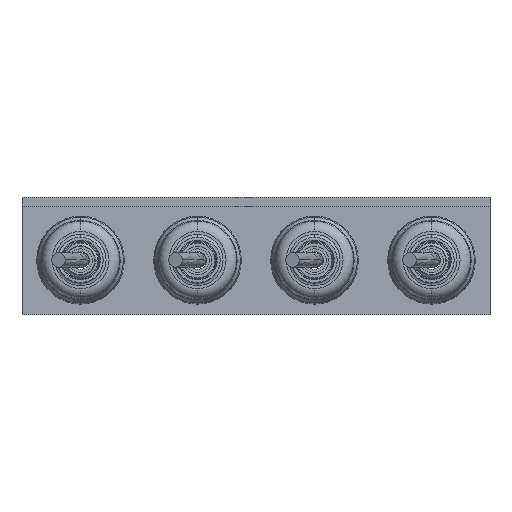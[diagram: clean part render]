
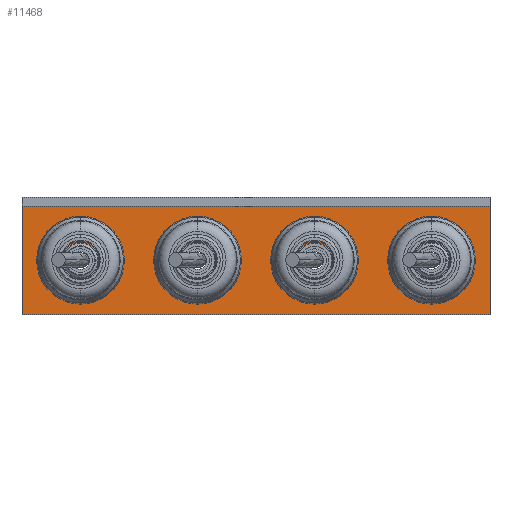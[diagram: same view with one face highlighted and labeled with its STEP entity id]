
A CAD part, top view. The second image highlights one B-rep face of the part: STEP entity #11468.
In plain terms, the highlighted planar face has unit normal (0, 0, 1).
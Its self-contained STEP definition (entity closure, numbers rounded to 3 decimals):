
#69 = CARTESIAN_POINT ( 'NONE',  ( 0., 0., 3. ) ) ;
#1408 = VERTEX_POINT ( 'NONE', #27793 ) ;
#1553 = CIRCLE ( 'NONE', #41369, 6.25 ) ;
#1672 = EDGE_CURVE ( 'NONE', #29462, #8712, #44179, .T. ) ;
#2075 = PLANE ( 'NONE',  #28449 ) ;
#2405 = ORIENTED_EDGE ( 'NONE', *, *, #23086, .F. ) ;
#2442 = ORIENTED_EDGE ( 'NONE', *, *, #19899, .F. ) ;
#2601 = CIRCLE ( 'NONE', #34128, 6.25 ) ;
#3169 = DIRECTION ( 'NONE',  ( 1., 0., 0. ) ) ;
#3200 = DIRECTION ( 'NONE',  ( 1., 0., 0. ) ) ;
#3626 = DIRECTION ( 'NONE',  ( 1., 0., 0. ) ) ;
#3959 = AXIS2_PLACEMENT_3D ( 'NONE', #44625, #20804, #48589 ) ;
#4059 = DIRECTION ( 'NONE',  ( 0., -1., 0. ) ) ;
#4283 = AXIS2_PLACEMENT_3D ( 'NONE', #35568, #11727, #39547 ) ;
#5677 = DIRECTION ( 'NONE',  ( 0., 0., 1. ) ) ;
#5977 = VERTEX_POINT ( 'NONE', #8256 ) ;
#6002 = CARTESIAN_POINT ( 'NONE',  ( -100., -21.5, 3. ) ) ;
#6140 = ORIENTED_EDGE ( 'NONE', *, *, #24901, .F. ) ;
#7367 = FACE_BOUND ( 'NONE', #16143, .T. ) ;
#8256 = CARTESIAN_POINT ( 'NONE',  ( -146.25, -21.5, 3. ) ) ;
#8712 = VERTEX_POINT ( 'NONE', #50641 ) ;
#9734 = ORIENTED_EDGE ( 'NONE', *, *, #46276, .F. ) ;
#9742 = EDGE_LOOP ( 'NONE', ( #38081, #25220 ) ) ;
#9943 = CIRCLE ( 'NONE', #4283, 6.25 ) ;
#10280 = VECTOR ( 'NONE', #15802, 1000. ) ;
#10638 = VERTEX_POINT ( 'NONE', #18477 ) ;
#11468 = ADVANCED_FACE ( 'NONE', ( #28551, #29783, #17934, #49647, #7367 ), #2075, .T. ) ;
#11727 = DIRECTION ( 'NONE',  ( 0., 0., 1. ) ) ;
#11795 = CARTESIAN_POINT ( 'NONE',  ( -160., -3., 3. ) ) ;
#12567 = CIRCLE ( 'NONE', #22601, 6.25 ) ;
#13607 = VERTEX_POINT ( 'NONE', #28691 ) ;
#14005 = DIRECTION ( 'NONE',  ( 0., 0., 1. ) ) ;
#14115 = DIRECTION ( 'NONE',  ( 1., 0., 0. ) ) ;
#14145 = CARTESIAN_POINT ( 'NONE',  ( 0., -40., 3. ) ) ;
#14800 = CARTESIAN_POINT ( 'NONE',  ( -160., -40., 3. ) ) ;
#15802 = DIRECTION ( 'NONE',  ( 1., 0., 0. ) ) ;
#16009 = CARTESIAN_POINT ( 'NONE',  ( -140., -21.5, 3. ) ) ;
#16044 = CARTESIAN_POINT ( 'NONE',  ( -93.75, -21.5, 3. ) ) ;
#16143 = EDGE_LOOP ( 'NONE', ( #50446, #2405 ) ) ;
#16635 = CARTESIAN_POINT ( 'NONE',  ( -13.75, -21.5, 3. ) ) ;
#16688 = LINE ( 'NONE', #45839, #26076 ) ;
#16763 = CIRCLE ( 'NONE', #22877, 6.25 ) ;
#17934 = FACE_OUTER_BOUND ( 'NONE', #24377, .T. ) ;
#18332 = VECTOR ( 'NONE', #14115, 1000. ) ;
#18477 = CARTESIAN_POINT ( 'NONE',  ( -160., -3., 3. ) ) ;
#19283 = EDGE_CURVE ( 'NONE', #47676, #49001, #49911, .T. ) ;
#19899 = EDGE_CURVE ( 'NONE', #13607, #1408, #12567, .T. ) ;
#20009 = DIRECTION ( 'NONE',  ( 1., 0., 0. ) ) ;
#20804 = DIRECTION ( 'NONE',  ( 0., 0., 1. ) ) ;
#20957 = EDGE_CURVE ( 'NONE', #1408, #13607, #9943, .T. ) ;
#21218 = EDGE_LOOP ( 'NONE', ( #25111, #9734 ) ) ;
#21842 = DIRECTION ( 'NONE',  ( 1., 0., 0. ) ) ;
#22092 = DIRECTION ( 'NONE',  ( 0., 0., 1. ) ) ;
#22601 = AXIS2_PLACEMENT_3D ( 'NONE', #29540, #5677, #33544 ) ;
#22729 = CARTESIAN_POINT ( 'NONE',  ( -26.25, -21.5, 3. ) ) ;
#22877 = AXIS2_PLACEMENT_3D ( 'NONE', #51237, #27488, #3626 ) ;
#23086 = EDGE_CURVE ( 'NONE', #5977, #33320, #2601, .T. ) ;
#24377 = EDGE_LOOP ( 'NONE', ( #45348, #6140, #49816, #37382 ) ) ;
#24901 = EDGE_CURVE ( 'NONE', #10638, #27627, #31461, .T. ) ;
#25111 = ORIENTED_EDGE ( 'NONE', *, *, #19283, .F. ) ;
#25220 = ORIENTED_EDGE ( 'NONE', *, *, #43489, .F. ) ;
#26076 = VECTOR ( 'NONE', #34058, 1000. ) ;
#26158 = CARTESIAN_POINT ( 'NONE',  ( 0., -3., 3. ) ) ;
#27030 = DIRECTION ( 'NONE',  ( 0., 0., 1. ) ) ;
#27062 = DIRECTION ( 'NONE',  ( 0., 0., 1. ) ) ;
#27488 = DIRECTION ( 'NONE',  ( 0., 0., 1. ) ) ;
#27627 = VERTEX_POINT ( 'NONE', #26158 ) ;
#27793 = CARTESIAN_POINT ( 'NONE',  ( -66.25, -21.5, 3. ) ) ;
#28449 = AXIS2_PLACEMENT_3D ( 'NONE', #45896, #22092, #49864 ) ;
#28551 = FACE_BOUND ( 'NONE', #35879, .T. ) ;
#28691 = CARTESIAN_POINT ( 'NONE',  ( -53.75, -21.5, 3. ) ) ;
#29462 = VERTEX_POINT ( 'NONE', #16044 ) ;
#29540 = CARTESIAN_POINT ( 'NONE',  ( -60., -21.5, 3. ) ) ;
#29783 = FACE_BOUND ( 'NONE', #21218, .T. ) ;
#29842 = VERTEX_POINT ( 'NONE', #14800 ) ;
#31461 = LINE ( 'NONE', #11795, #10280 ) ;
#32275 = EDGE_CURVE ( 'NONE', #27627, #44569, #39437, .T. ) ;
#32769 = CIRCLE ( 'NONE', #3959, 6.25 ) ;
#33320 = VERTEX_POINT ( 'NONE', #44258 ) ;
#33544 = DIRECTION ( 'NONE',  ( 1., 0., 0. ) ) ;
#34058 = DIRECTION ( 'NONE',  ( 0., -1., 0. ) ) ;
#34128 = AXIS2_PLACEMENT_3D ( 'NONE', #16009, #43850, #20009 ) ;
#34494 = EDGE_CURVE ( 'NONE', #10638, #29842, #16688, .T. ) ;
#35568 = CARTESIAN_POINT ( 'NONE',  ( -60., -21.5, 3. ) ) ;
#35879 = EDGE_LOOP ( 'NONE', ( #2442, #44461 ) ) ;
#37382 = ORIENTED_EDGE ( 'NONE', *, *, #49742, .T. ) ;
#37956 = CARTESIAN_POINT ( 'NONE',  ( -160., -40., 3. ) ) ;
#38081 = ORIENTED_EDGE ( 'NONE', *, *, #1672, .F. ) ;
#39437 = LINE ( 'NONE', #69, #48748 ) ;
#39547 = DIRECTION ( 'NONE',  ( 1., 0., 0. ) ) ;
#41369 = AXIS2_PLACEMENT_3D ( 'NONE', #50783, #27030, #3169 ) ;
#42490 = AXIS2_PLACEMENT_3D ( 'NONE', #6002, #14005, #21842 ) ;
#43489 = EDGE_CURVE ( 'NONE', #8712, #29462, #32769, .T. ) ;
#43850 = DIRECTION ( 'NONE',  ( 0., 0., 1. ) ) ;
#44179 = CIRCLE ( 'NONE', #42490, 6.25 ) ;
#44258 = CARTESIAN_POINT ( 'NONE',  ( -133.75, -21.5, 3. ) ) ;
#44461 = ORIENTED_EDGE ( 'NONE', *, *, #20957, .F. ) ;
#44569 = VERTEX_POINT ( 'NONE', #14145 ) ;
#44625 = CARTESIAN_POINT ( 'NONE',  ( -100., -21.5, 3. ) ) ;
#45348 = ORIENTED_EDGE ( 'NONE', *, *, #32275, .F. ) ;
#45839 = CARTESIAN_POINT ( 'NONE',  ( -160., 0., 3. ) ) ;
#45896 = CARTESIAN_POINT ( 'NONE',  ( -160., 0., 3. ) ) ;
#46276 = EDGE_CURVE ( 'NONE', #49001, #47676, #16763, .T. ) ;
#47676 = VERTEX_POINT ( 'NONE', #16635 ) ;
#47855 = AXIS2_PLACEMENT_3D ( 'NONE', #50807, #27062, #3200 ) ;
#48589 = DIRECTION ( 'NONE',  ( 1., 0., 0. ) ) ;
#48748 = VECTOR ( 'NONE', #4059, 1000. ) ;
#48785 = LINE ( 'NONE', #37956, #18332 ) ;
#49001 = VERTEX_POINT ( 'NONE', #22729 ) ;
#49494 = EDGE_CURVE ( 'NONE', #33320, #5977, #1553, .T. ) ;
#49647 = FACE_BOUND ( 'NONE', #9742, .T. ) ;
#49742 = EDGE_CURVE ( 'NONE', #29842, #44569, #48785, .T. ) ;
#49816 = ORIENTED_EDGE ( 'NONE', *, *, #34494, .T. ) ;
#49864 = DIRECTION ( 'NONE',  ( 0., -1., 0. ) ) ;
#49911 = CIRCLE ( 'NONE', #47855, 6.25 ) ;
#50446 = ORIENTED_EDGE ( 'NONE', *, *, #49494, .F. ) ;
#50641 = CARTESIAN_POINT ( 'NONE',  ( -106.25, -21.5, 3. ) ) ;
#50783 = CARTESIAN_POINT ( 'NONE',  ( -140., -21.5, 3. ) ) ;
#50807 = CARTESIAN_POINT ( 'NONE',  ( -20., -21.5, 3. ) ) ;
#51237 = CARTESIAN_POINT ( 'NONE',  ( -20., -21.5, 3. ) ) ;
